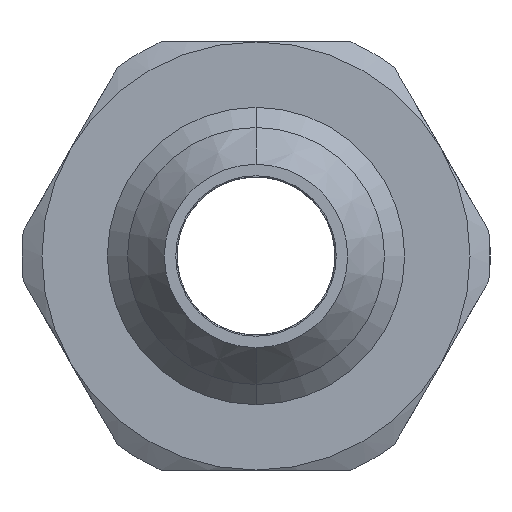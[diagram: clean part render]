
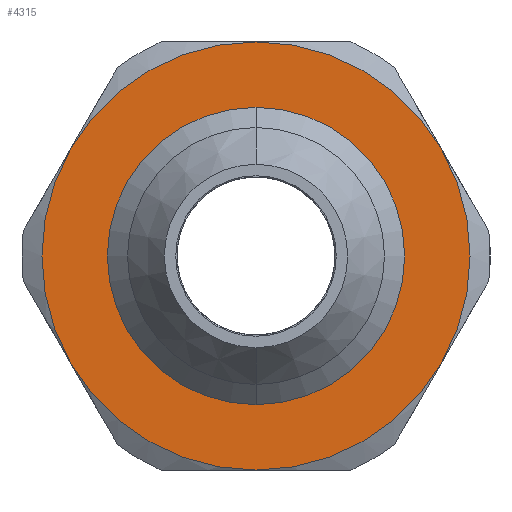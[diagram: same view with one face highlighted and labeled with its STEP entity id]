
A CAD part, left-side view. The second image highlights one B-rep face of the part: STEP entity #4315.
In plain terms, the highlighted planar face has unit normal (-1, 0, 0).
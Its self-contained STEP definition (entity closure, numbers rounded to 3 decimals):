
#69 = CIRCLE ( 'NONE', #1986, 10.2 ) ;
#70 = CIRCLE ( 'NONE', #1987, 16. ) ;
#71 = CIRCLE ( 'NONE', #1988, 16. ) ;
#72 = CIRCLE ( 'NONE', #1989, 16. ) ;
#73 = CIRCLE ( 'NONE', #1990, 16. ) ;
#74 = CIRCLE ( 'NONE', #1991, 16. ) ;
#75 = CIRCLE ( 'NONE', #1992, 16. ) ;
#790 = CARTESIAN_POINT ( 'NONE',  ( 19.3, 0., 0. ) ) ;
#791 = DIRECTION ( 'NONE',  ( 1., 0., 0. ) ) ;
#792 = DIRECTION ( 'NONE',  ( 0., 0., -1. ) ) ;
#793 = CARTESIAN_POINT ( 'NONE',  ( 19.3, 0., 0. ) ) ;
#794 = DIRECTION ( 'NONE',  ( 1., 0., 0. ) ) ;
#795 = DIRECTION ( 'NONE',  ( 0., 0., -1. ) ) ;
#796 = CARTESIAN_POINT ( 'NONE',  ( 19.3, 0., 0. ) ) ;
#797 = DIRECTION ( 'NONE',  ( 1., 0., 0. ) ) ;
#798 = DIRECTION ( 'NONE',  ( 0., 0., -1. ) ) ;
#799 = CARTESIAN_POINT ( 'NONE',  ( 19.3, 0., 0. ) ) ;
#800 = DIRECTION ( 'NONE',  ( 1., 0., 0. ) ) ;
#801 = DIRECTION ( 'NONE',  ( 0., 0., -1. ) ) ;
#802 = CARTESIAN_POINT ( 'NONE',  ( 19.3, 0., 0. ) ) ;
#803 = DIRECTION ( 'NONE',  ( 1., 0., 0. ) ) ;
#804 = DIRECTION ( 'NONE',  ( 0., 0., -1. ) ) ;
#805 = CARTESIAN_POINT ( 'NONE',  ( 19.3, 0., 0. ) ) ;
#806 = DIRECTION ( 'NONE',  ( 1., 0., 0. ) ) ;
#807 = DIRECTION ( 'NONE',  ( 0., 0., -1. ) ) ;
#808 = CARTESIAN_POINT ( 'NONE',  ( 19.3, 0., 0. ) ) ;
#809 = DIRECTION ( 'NONE',  ( 1., 0., 0. ) ) ;
#810 = DIRECTION ( 'NONE',  ( 0., 0., -1. ) ) ;
#1145 = EDGE_LOOP ( 'NONE', ( #5591, #5566 ) ) ;
#1176 = EDGE_LOOP ( 'NONE', ( #5588, #5070, #5071, #5072, #5073, #5074 ) ) ;
#1893 = EDGE_CURVE ( 'NONE', #5414, #5417, #69, .T. ) ;
#1894 = EDGE_CURVE ( 'NONE', #5352, #5345, #70, .T. ) ;
#1895 = EDGE_CURVE ( 'NONE', #5348, #5352, #71, .T. ) ;
#1896 = EDGE_CURVE ( 'NONE', #5349, #5348, #72, .T. ) ;
#1897 = EDGE_CURVE ( 'NONE', #5346, #5349, #73, .T. ) ;
#1898 = EDGE_CURVE ( 'NONE', #5343, #5346, #74, .T. ) ;
#1899 = EDGE_CURVE ( 'NONE', #5345, #5343, #75, .T. ) ;
#1986 = AXIS2_PLACEMENT_3D ( 'NONE', #790, #791, #792 ) ;
#1987 = AXIS2_PLACEMENT_3D ( 'NONE', #793, #794, #795 ) ;
#1988 = AXIS2_PLACEMENT_3D ( 'NONE', #796, #797, #798 ) ;
#1989 = AXIS2_PLACEMENT_3D ( 'NONE', #799, #800, #801 ) ;
#1990 = AXIS2_PLACEMENT_3D ( 'NONE', #802, #803, #804 ) ;
#1991 = AXIS2_PLACEMENT_3D ( 'NONE', #805, #806, #807 ) ;
#1992 = AXIS2_PLACEMENT_3D ( 'NONE', #808, #809, #810 ) ;
#2125 = AXIS2_PLACEMENT_3D ( 'NONE', #4467, #4468, #4469 ) ;
#2259 = CIRCLE ( 'NONE', #2125, 10.2 ) ;
#2420 = FACE_BOUND ( 'NONE', #1145, .T. ) ;
#2421 = FACE_OUTER_BOUND ( 'NONE', #1176, .T. ) ;
#2513 = PLANE ( 'NONE',  #4126 ) ;
#2514 = CARTESIAN_POINT ( 'NONE',  ( 19.3, 10.2, 0. ) ) ;
#2515 = DIRECTION ( 'NONE',  ( -1., 0., 0. ) ) ;
#2516 = DIRECTION ( 'NONE',  ( 0., 0., 1. ) ) ;
#3118 = CARTESIAN_POINT ( 'NONE',  ( 19.3, 13.856, 8. ) ) ;
#3120 = CARTESIAN_POINT ( 'NONE',  ( 19.3, 13.856, -8. ) ) ;
#3121 = CARTESIAN_POINT ( 'NONE',  ( 19.3, 0., 16. ) ) ;
#3123 = CARTESIAN_POINT ( 'NONE',  ( 19.3, -13.856, -8. ) ) ;
#3124 = CARTESIAN_POINT ( 'NONE',  ( 19.3, -13.856, 8. ) ) ;
#3127 = CARTESIAN_POINT ( 'NONE',  ( 19.3, 0., -16. ) ) ;
#3189 = CARTESIAN_POINT ( 'NONE',  ( 19.3, 0., -10.2 ) ) ;
#3192 = CARTESIAN_POINT ( 'NONE',  ( 19.3, 0., 10.2 ) ) ;
#3463 = EDGE_CURVE ( 'NONE', #5417, #5414, #2259, .T. ) ;
#4126 = AXIS2_PLACEMENT_3D ( 'NONE', #2514, #2515, #2516 ) ;
#4315 = ADVANCED_FACE ( 'NONE', ( #2420, #2421 ), #2513, .T. ) ;
#4467 = CARTESIAN_POINT ( 'NONE',  ( 19.3, 0., 0. ) ) ;
#4468 = DIRECTION ( 'NONE',  ( 1., 0., 0. ) ) ;
#4469 = DIRECTION ( 'NONE',  ( 0., 0., -1. ) ) ;
#5070 = ORIENTED_EDGE ( 'NONE', *, *, #1895, .F. ) ;
#5071 = ORIENTED_EDGE ( 'NONE', *, *, #1896, .F. ) ;
#5072 = ORIENTED_EDGE ( 'NONE', *, *, #1897, .F. ) ;
#5073 = ORIENTED_EDGE ( 'NONE', *, *, #1898, .F. ) ;
#5074 = ORIENTED_EDGE ( 'NONE', *, *, #1899, .F. ) ;
#5343 = VERTEX_POINT ( 'NONE', #3118 ) ;
#5345 = VERTEX_POINT ( 'NONE', #3120 ) ;
#5346 = VERTEX_POINT ( 'NONE', #3121 ) ;
#5348 = VERTEX_POINT ( 'NONE', #3123 ) ;
#5349 = VERTEX_POINT ( 'NONE', #3124 ) ;
#5352 = VERTEX_POINT ( 'NONE', #3127 ) ;
#5414 = VERTEX_POINT ( 'NONE', #3189 ) ;
#5417 = VERTEX_POINT ( 'NONE', #3192 ) ;
#5566 = ORIENTED_EDGE ( 'NONE', *, *, #3463, .T. ) ;
#5588 = ORIENTED_EDGE ( 'NONE', *, *, #1894, .F. ) ;
#5591 = ORIENTED_EDGE ( 'NONE', *, *, #1893, .T. ) ;
